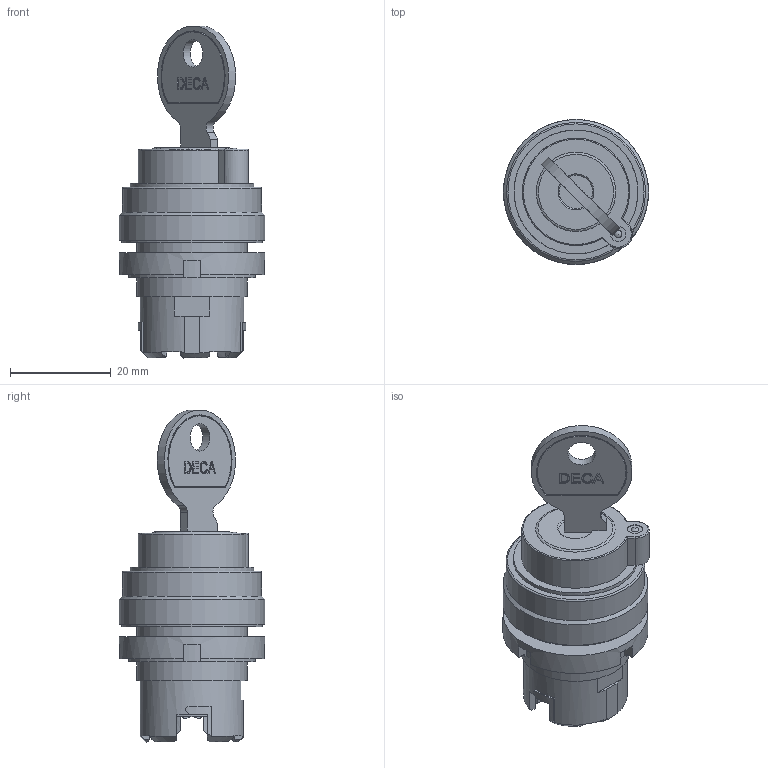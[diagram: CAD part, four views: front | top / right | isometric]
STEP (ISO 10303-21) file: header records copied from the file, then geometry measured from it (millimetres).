
FILE_DESCRIPTION( ( 'Unknown' ), '1' );
FILE_NAME( 'A204K-21BEx-2-Solid3D-20180706.stp', 'Unknown', ( 'Unknown' ), ( 'Unknown' ), 'XStep 1.0', 'Unknown', ' ' );
FILE_SCHEMA( ( 'automotive_design' ) );
Length unit declared in the file: millimetre
Products named in the file (1): 10
Bounding box: 28.8 x 28.8 x 65.89 mm (x, y, z)
Volume: 18596.1 mm3; surface area: 6296.3 mm2
Topology: 1 solids, 1 shells, 277 faces, 757 edges, 500 vertices
Faces by surface type: plane 182, cylinder 53, extrusion 25, cone 7, torus 4, bspline 4, sphere 2
Full cylindrical faces by diameter (mm): 3 x1, 5.5 x1, 21.9 x2, 24.6 x1, 27.6 x1, 27.8 x1, 28.8 x2
Entity records: 11474 total; most frequent: CARTESIAN_POINT 2311, ORIENTED_EDGE 1470, DIRECTION 1380, EDGE_CURVE 735, VERTEX_POINT 491, AXIS2_PLACEMENT_3D 463, VECTOR 454, LINE 429
